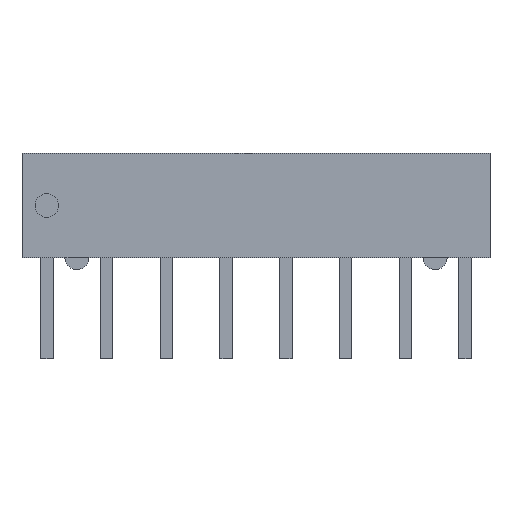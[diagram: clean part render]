
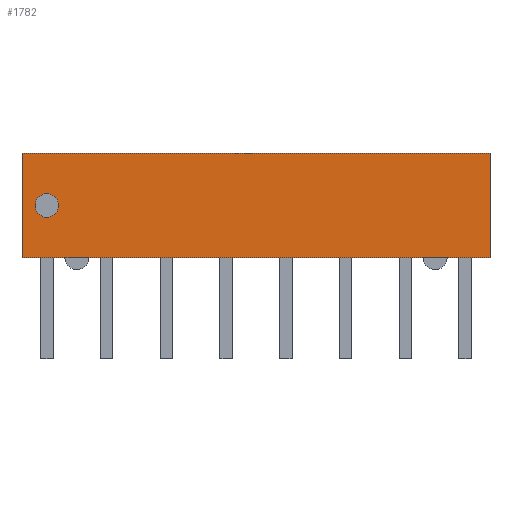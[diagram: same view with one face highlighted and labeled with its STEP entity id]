
A CAD part, front view. The second image highlights one B-rep face of the part: STEP entity #1782.
In plain terms, the highlighted planar face has unit normal (0, -1, 0).
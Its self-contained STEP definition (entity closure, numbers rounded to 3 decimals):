
#1636=CARTESIAN_POINT('',(-8.395,-1.13,2.729));
#1637=VERTEX_POINT('',#1636);
#1653=CARTESIAN_POINT('',(-9.395,-1.13,2.729));
#1654=VERTEX_POINT('',#1653);
#1661=CARTESIAN_POINT('',(-8.895,-1.13,2.729));
#1662=DIRECTION('',(0.0,1.0,0.0));
#1663=DIRECTION('',(1.0,0.0,0.0));
#1664=AXIS2_PLACEMENT_3D('',#1661,#1662,#1663);
#1665=CIRCLE('',#1664,0.5);
#1666=EDGE_CURVE('',#1637,#1654,#1665,.T.);
#1717=CARTESIAN_POINT('',(9.955,-1.13,0.509));
#1718=VERTEX_POINT('',#1717);
#1725=CARTESIAN_POINT('',(-9.955,-1.13,0.509));
#1726=VERTEX_POINT('',#1725);
#1727=CARTESIAN_POINT('',(9.955,-1.13,0.509));
#1728=DIRECTION('',(-1.0,0.0,0.0));
#1729=VECTOR('',#1728,19.91);
#1730=LINE('',#1727,#1729);
#1731=EDGE_CURVE('',#1718,#1726,#1730,.T.);
#1742=CARTESIAN_POINT('',(4.875,-1.13,0.509));
#1743=DIRECTION('',(0.0,-1.0,0.0));
#1744=DIRECTION('',(0.0,0.0,-1.0));
#1745=AXIS2_PLACEMENT_3D('',#1742,#1743,#1744);
#1746=PLANE('',#1745);
#1747=CARTESIAN_POINT('',(9.955,-1.13,4.949));
#1748=VERTEX_POINT('',#1747);
#1749=CARTESIAN_POINT('',(-9.955,-1.13,4.949));
#1750=VERTEX_POINT('',#1749);
#1751=CARTESIAN_POINT('',(9.955,-1.13,4.949));
#1752=DIRECTION('',(-1.0,0.0,0.0));
#1753=VECTOR('',#1752,19.91);
#1754=LINE('',#1751,#1753);
#1755=EDGE_CURVE('',#1748,#1750,#1754,.T.);
#1756=ORIENTED_EDGE('',*,*,#1755,.T.);
#1757=CARTESIAN_POINT('',(-9.955,-1.13,0.509));
#1758=DIRECTION('',(0.0,0.0,1.0));
#1759=VECTOR('',#1758,4.44);
#1760=LINE('',#1757,#1759);
#1761=EDGE_CURVE('',#1726,#1750,#1760,.T.);
#1762=ORIENTED_EDGE('',*,*,#1761,.F.);
#1763=ORIENTED_EDGE('',*,*,#1731,.F.);
#1764=CARTESIAN_POINT('',(9.955,-1.13,0.509));
#1765=DIRECTION('',(0.0,0.0,1.0));
#1766=VECTOR('',#1765,4.44);
#1767=LINE('',#1764,#1766);
#1768=EDGE_CURVE('',#1718,#1748,#1767,.T.);
#1769=ORIENTED_EDGE('',*,*,#1768,.T.);
#1770=EDGE_LOOP('',(#1756,#1762,#1763,#1769));
#1771=FACE_OUTER_BOUND('',#1770,.T.);
#1772=ORIENTED_EDGE('',*,*,#1666,.T.);
#1773=CARTESIAN_POINT('',(-8.895,-1.13,2.729));
#1774=DIRECTION('',(0.0,1.0,0.0));
#1775=DIRECTION('',(1.0,0.0,0.0));
#1776=AXIS2_PLACEMENT_3D('',#1773,#1774,#1775);
#1777=CIRCLE('',#1776,0.5);
#1778=EDGE_CURVE('',#1654,#1637,#1777,.T.);
#1779=ORIENTED_EDGE('',*,*,#1778,.T.);
#1780=EDGE_LOOP('',(#1772,#1779));
#1781=FACE_BOUND('',#1780,.T.);
#1782=ADVANCED_FACE('',(#1771,#1781),#1746,.T.);
